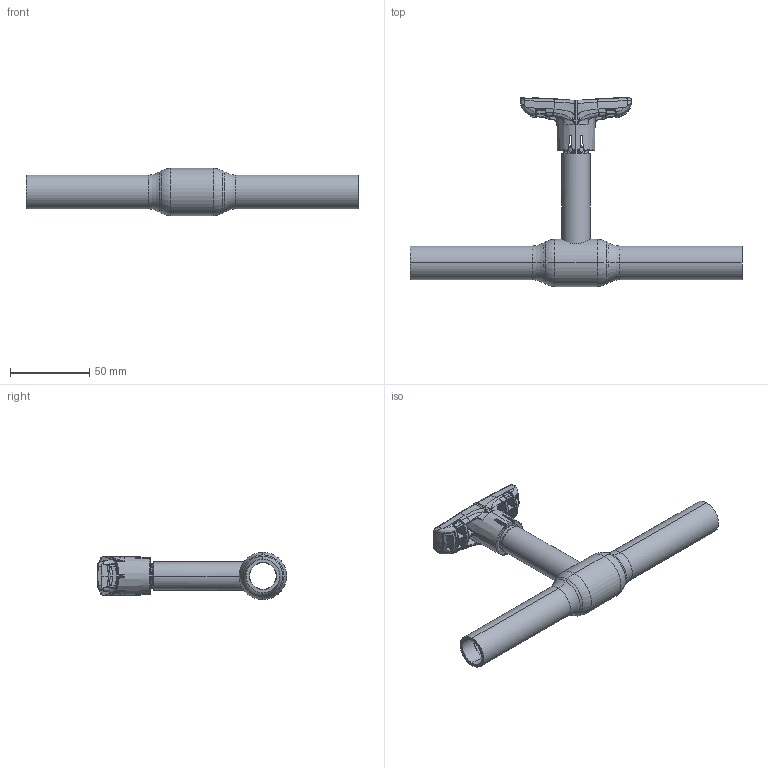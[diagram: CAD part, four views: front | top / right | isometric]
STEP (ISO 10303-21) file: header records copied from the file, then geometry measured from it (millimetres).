
FILE_DESCRIPTION (( 'STEP AP214' ), '1' );
FILE_NAME ('1015003001-2401.step', '2023-09-12T10:12:13', ( '' ), ( '' ), 'SwSTEP 2.0', 'SolidWorks 2021', '' );
FILE_SCHEMA (( 'AUTOMOTIVE_DESIGN' ));
Length unit declared in the file: millimetre
Products named in the file (1): 1015003001-2401
Bounding box: 210 x 119.69 x 30 mm (x, y, z)
Surface area: 35912.4 mm2 (no closed solid volume)
Topology: 0 solids, 4 shells, 607 faces, 1867 edges, 1178 vertices
Faces by surface type: bspline 492, plane 43, cylinder 26, cone 19, torus 17, sphere 10
Entity records: 49281 total; most frequent: CARTESIAN_POINT 30649, ORIENTED_EDGE 3123, EDGE_CURVE 1861, B_SPLINE_CURVE_WITH_KNOTS 1336, VERTEX_POINT 1178, DIRECTION 1135, EDGE_LOOP 613, UNCERTAINTY_MEASURE_WITH_UNIT 609
